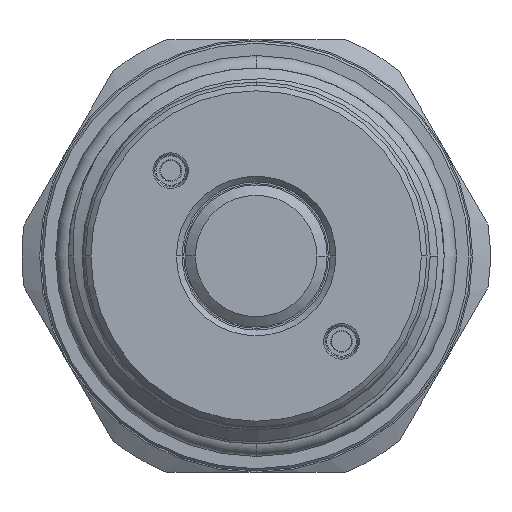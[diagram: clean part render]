
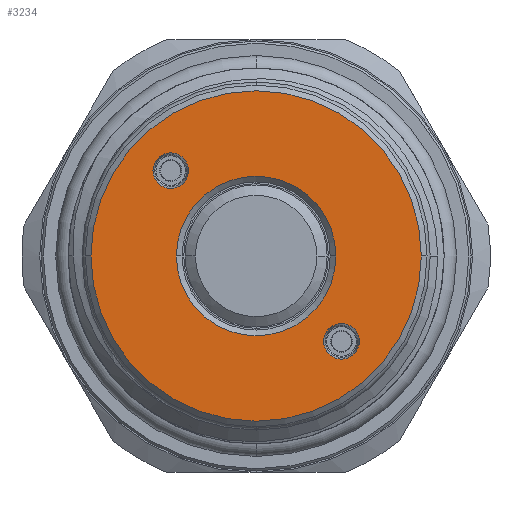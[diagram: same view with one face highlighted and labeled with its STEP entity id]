
A CAD part, left-side view. The second image highlights one B-rep face of the part: STEP entity #3234.
In plain terms, the highlighted planar face has unit normal (-1, 0, 0).
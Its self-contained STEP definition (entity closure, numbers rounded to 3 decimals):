
#2 = CIRCLE ( 'NONE', #8827, 7. ) ;
#74 = ORIENTED_EDGE ( 'NONE', *, *, #13877, .F. ) ;
#120 = EDGE_LOOP ( 'NONE', ( #3762, #74 ) ) ;
#164 = CARTESIAN_POINT ( 'NONE',  ( 0., -7.495, -7.495 ) ) ;
#444 = EDGE_CURVE ( 'NONE', #15137, #8954, #10240, .T. ) ;
#1057 = CARTESIAN_POINT ( 'NONE',  ( 0., 14.5, 0. ) ) ;
#1428 = DIRECTION ( 'NONE',  ( 0., 0., -1. ) ) ;
#2025 = ORIENTED_EDGE ( 'NONE', *, *, #10198, .F. ) ;
#2059 = DIRECTION ( 'NONE',  ( -1., 0., 0. ) ) ;
#2311 = CARTESIAN_POINT ( 'NONE',  ( 0., 0., 0. ) ) ;
#2432 = EDGE_CURVE ( 'NONE', #9442, #10658, #2, .T. ) ;
#2513 = CIRCLE ( 'NONE', #5603, 14.5 ) ;
#2626 = PLANE ( 'NONE',  #14781 ) ;
#2682 = DIRECTION ( 'NONE',  ( 0., 0., -1. ) ) ;
#2815 = ORIENTED_EDGE ( 'NONE', *, *, #2432, .T. ) ;
#2839 = AXIS2_PLACEMENT_3D ( 'NONE', #9183, #6803, #3109 ) ;
#2940 = CIRCLE ( 'NONE', #12690, 1.561 ) ;
#3109 = DIRECTION ( 'NONE',  ( 0., 0., 1. ) ) ;
#3212 = EDGE_LOOP ( 'NONE', ( #8108, #15463 ) ) ;
#3234 = ADVANCED_FACE ( 'NONE', ( #14478, #8368, #4184, #14865 ), #2626, .F. ) ;
#3490 = CARTESIAN_POINT ( 'NONE',  ( 0., 7.495, 7.495 ) ) ;
#3762 = ORIENTED_EDGE ( 'NONE', *, *, #444, .F. ) ;
#4184 = FACE_BOUND ( 'NONE', #120, .T. ) ;
#4729 = DIRECTION ( 'NONE',  ( 1., 0., 0. ) ) ;
#5231 = EDGE_LOOP ( 'NONE', ( #11411, #2025 ) ) ;
#5603 = AXIS2_PLACEMENT_3D ( 'NONE', #9292, #2059, #10536 ) ;
#5831 = EDGE_CURVE ( 'NONE', #8266, #8847, #9900, .T. ) ;
#6074 = CIRCLE ( 'NONE', #15621, 7. ) ;
#6362 = DIRECTION ( 'NONE',  ( 0., 1., 0. ) ) ;
#6365 = CARTESIAN_POINT ( 'NONE',  ( 0., -7.495, -7.495 ) ) ;
#6803 = DIRECTION ( 'NONE',  ( -1., 0., 0. ) ) ;
#7141 = DIRECTION ( 'NONE',  ( -1., 0., 0. ) ) ;
#7166 = AXIS2_PLACEMENT_3D ( 'NONE', #15679, #7141, #8722 ) ;
#7185 = AXIS2_PLACEMENT_3D ( 'NONE', #3490, #15710, #13258 ) ;
#7548 = DIRECTION ( 'NONE',  ( 1., 0., 0. ) ) ;
#7739 = EDGE_CURVE ( 'NONE', #12279, #9065, #2513, .T. ) ;
#7979 = EDGE_CURVE ( 'NONE', #10658, #9442, #6074, .T. ) ;
#8108 = ORIENTED_EDGE ( 'NONE', *, *, #11206, .T. ) ;
#8138 = CARTESIAN_POINT ( 'NONE',  ( 0., -14.5, 0. ) ) ;
#8266 = VERTEX_POINT ( 'NONE', #9337 ) ;
#8368 = FACE_OUTER_BOUND ( 'NONE', #3212, .T. ) ;
#8590 = CIRCLE ( 'NONE', #7185, 1.561 ) ;
#8662 = CARTESIAN_POINT ( 'NONE',  ( 0., -7., 0. ) ) ;
#8680 = DIRECTION ( 'NONE',  ( -1., 0., 0. ) ) ;
#8699 = DIRECTION ( 'NONE',  ( -1., 0., 0. ) ) ;
#8722 = DIRECTION ( 'NONE',  ( 0., 1., 0. ) ) ;
#8827 = AXIS2_PLACEMENT_3D ( 'NONE', #14822, #7548, #12223 ) ;
#8847 = VERTEX_POINT ( 'NONE', #14257 ) ;
#8954 = VERTEX_POINT ( 'NONE', #9168 ) ;
#9065 = VERTEX_POINT ( 'NONE', #1057 ) ;
#9168 = CARTESIAN_POINT ( 'NONE',  ( 0., 7.495, 5.935 ) ) ;
#9183 = CARTESIAN_POINT ( 'NONE',  ( 0., 7.495, 7.495 ) ) ;
#9292 = CARTESIAN_POINT ( 'NONE',  ( 0., 0., 0. ) ) ;
#9337 = CARTESIAN_POINT ( 'NONE',  ( 0., -7.495, -9.056 ) ) ;
#9442 = VERTEX_POINT ( 'NONE', #8662 ) ;
#9900 = CIRCLE ( 'NONE', #10779, 1.561 ) ;
#9907 = CARTESIAN_POINT ( 'NONE',  ( 0., 0., 0. ) ) ;
#10198 = EDGE_CURVE ( 'NONE', #8847, #8266, #2940, .T. ) ;
#10240 = CIRCLE ( 'NONE', #2839, 1.561 ) ;
#10536 = DIRECTION ( 'NONE',  ( 0., 1., 0. ) ) ;
#10658 = VERTEX_POINT ( 'NONE', #12188 ) ;
#10779 = AXIS2_PLACEMENT_3D ( 'NONE', #164, #8680, #1428 ) ;
#11206 = EDGE_CURVE ( 'NONE', #9065, #12279, #15662, .T. ) ;
#11411 = ORIENTED_EDGE ( 'NONE', *, *, #5831, .F. ) ;
#11539 = CARTESIAN_POINT ( 'NONE',  ( 0., 7.495, 9.056 ) ) ;
#12052 = ORIENTED_EDGE ( 'NONE', *, *, #7979, .T. ) ;
#12188 = CARTESIAN_POINT ( 'NONE',  ( 0., 7., 0. ) ) ;
#12223 = DIRECTION ( 'NONE',  ( 0., 1., 0. ) ) ;
#12279 = VERTEX_POINT ( 'NONE', #8138 ) ;
#12690 = AXIS2_PLACEMENT_3D ( 'NONE', #6365, #8699, #2682 ) ;
#13189 = DIRECTION ( 'NONE',  ( 0., 1., 0. ) ) ;
#13258 = DIRECTION ( 'NONE',  ( 0., 0., 1. ) ) ;
#13877 = EDGE_CURVE ( 'NONE', #8954, #15137, #8590, .T. ) ;
#14257 = CARTESIAN_POINT ( 'NONE',  ( 0., -7.495, -5.935 ) ) ;
#14446 = EDGE_LOOP ( 'NONE', ( #2815, #12052 ) ) ;
#14478 = FACE_BOUND ( 'NONE', #14446, .T. ) ;
#14781 = AXIS2_PLACEMENT_3D ( 'NONE', #9907, #14917, #6362 ) ;
#14822 = CARTESIAN_POINT ( 'NONE',  ( 0., 0., 0. ) ) ;
#14865 = FACE_BOUND ( 'NONE', #5231, .T. ) ;
#14917 = DIRECTION ( 'NONE',  ( 1., 0., 0. ) ) ;
#15137 = VERTEX_POINT ( 'NONE', #11539 ) ;
#15463 = ORIENTED_EDGE ( 'NONE', *, *, #7739, .T. ) ;
#15621 = AXIS2_PLACEMENT_3D ( 'NONE', #2311, #4729, #13189 ) ;
#15662 = CIRCLE ( 'NONE', #7166, 14.5 ) ;
#15679 = CARTESIAN_POINT ( 'NONE',  ( 0., 0., 0. ) ) ;
#15710 = DIRECTION ( 'NONE',  ( -1., 0., 0. ) ) ;
